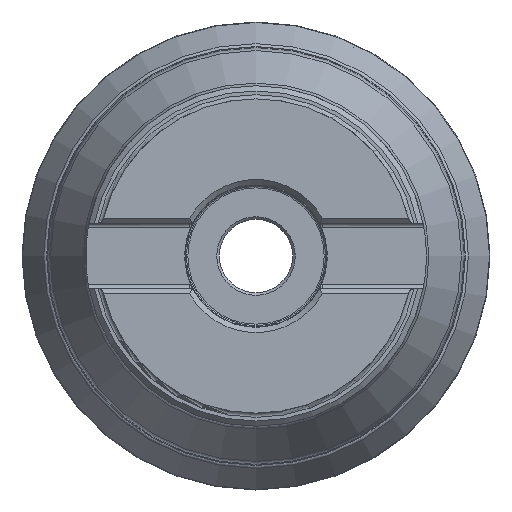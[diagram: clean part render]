
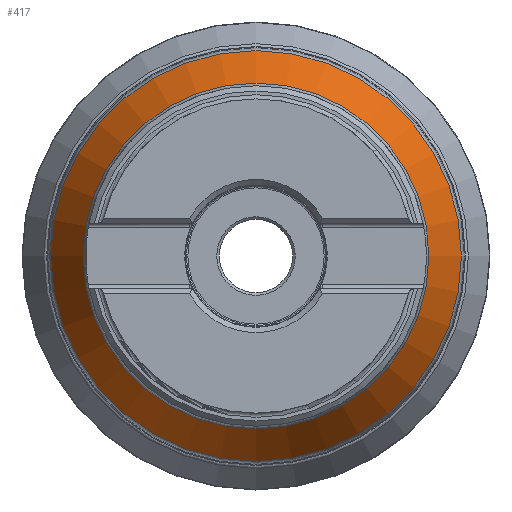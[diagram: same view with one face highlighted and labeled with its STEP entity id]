
A CAD part, left-side view. The second image highlights one B-rep face of the part: STEP entity #417.
In plain terms, the highlighted conical face has half-angle 29.025 degrees and reference radius 32.5 mm.
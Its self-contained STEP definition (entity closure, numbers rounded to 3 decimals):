
#164=FACE_BOUND('',#560,.T.);
#165=FACE_BOUND('',#561,.T.);
#245=CONICAL_SURFACE('',#1334,32.5,29.025);
#417=ADVANCED_FACE('',(#164,#165),#245,.T.);
#560=EDGE_LOOP('',(#729));
#561=EDGE_LOOP('',(#730));
#729=ORIENTED_EDGE('',*,*,#1126,.T.);
#730=ORIENTED_EDGE('',*,*,#1127,.T.);
#1011=VERTEX_POINT('',#2008);
#1012=VERTEX_POINT('',#2010);
#1126=EDGE_CURVE('',#1011,#1011,#1250,.T.);
#1127=EDGE_CURVE('',#1012,#1012,#1251,.T.);
#1250=CIRCLE('',#1332,39.211);
#1251=CIRCLE('',#1333,33.002);
#1332=AXIS2_PLACEMENT_3D('',#2007,#1520,#1521);
#1333=AXIS2_PLACEMENT_3D('',#2009,#1522,#1523);
#1334=AXIS2_PLACEMENT_3D('',#2011,#1524,#1525);
#1520=DIRECTION('',(-1.,0.,0.));
#1521=DIRECTION('',(0.,-1.,0.));
#1522=DIRECTION('',(1.,0.,0.));
#1523=DIRECTION('',(0.,1.,0.));
#1524=DIRECTION('',(1.,0.,0.));
#1525=DIRECTION('',(0.,1.,0.));
#2007=CARTESIAN_POINT('',(23.095,0.,0.));
#2008=CARTESIAN_POINT('',(23.095,-39.211,0.));
#2009=CARTESIAN_POINT('',(11.905,0.,0.));
#2010=CARTESIAN_POINT('',(11.905,33.002,0.));
#2011=CARTESIAN_POINT('',(11.,0.,0.));
